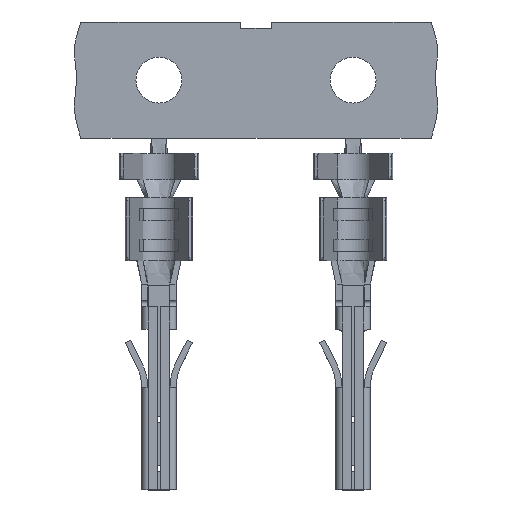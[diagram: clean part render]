
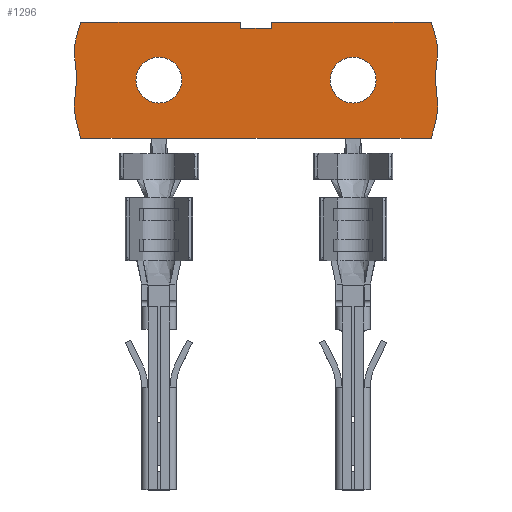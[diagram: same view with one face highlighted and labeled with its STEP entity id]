
A CAD part, top view. The second image highlights one B-rep face of the part: STEP entity #1296.
In plain terms, the highlighted planar face has unit normal (0, 0, 1).
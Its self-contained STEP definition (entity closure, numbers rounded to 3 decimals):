
#1296 = ADVANCED_FACE( '', ( #2625, #2626, #2627 ), #2628, .T. );
#2625 = FACE_OUTER_BOUND( '', #5661, .T. );
#2626 = FACE_BOUND( '', #5662, .T. );
#2627 = FACE_BOUND( '', #5663, .T. );
#2628 = PLANE( '', #5664 );
#5661 = EDGE_LOOP( '', ( #9485, #9486, #9487, #9488, #9489, #9490, #9491, #9492, #9493, #9494, #9495, #9496 ) );
#5662 = EDGE_LOOP( '', ( #9497 ) );
#5663 = EDGE_LOOP( '', ( #9498 ) );
#5664 = AXIS2_PLACEMENT_3D( '', #9499, #9500, #9501 );
#9485 = ORIENTED_EDGE( '', *, *, #10745, .F. );
#9486 = ORIENTED_EDGE( '', *, *, #10307, .T. );
#9487 = ORIENTED_EDGE( '', *, *, #10313, .F. );
#9488 = ORIENTED_EDGE( '', *, *, #10051, .T. );
#9489 = ORIENTED_EDGE( '', *, *, #10933, .T. );
#9490 = ORIENTED_EDGE( '', *, *, #11246, .T. );
#9491 = ORIENTED_EDGE( '', *, *, #9825, .T. );
#9492 = ORIENTED_EDGE( '', *, *, #11200, .T. );
#9493 = ORIENTED_EDGE( '', *, *, #11156, .T. );
#9494 = ORIENTED_EDGE( '', *, *, #10972, .T. );
#9495 = ORIENTED_EDGE( '', *, *, #11254, .F. );
#9496 = ORIENTED_EDGE( '', *, *, #10221, .F. );
#9497 = ORIENTED_EDGE( '', *, *, #10800, .F. );
#9498 = ORIENTED_EDGE( '', *, *, #10723, .F. );
#9499 = CARTESIAN_POINT( '', ( 0., 0., -0.675 ) );
#9500 = DIRECTION( '', ( 0., 0., 1. ) );
#9501 = DIRECTION( '', ( 1., 0., 0. ) );
#9825 = EDGE_CURVE( '', #11528, #11390, #11529, .T. );
#10051 = EDGE_CURVE( '', #11923, #11924, #11925, .T. );
#10221 = EDGE_CURVE( '', #12195, #12197, #12198, .T. );
#10307 = EDGE_CURVE( '', #12343, #12344, #12345, .T. );
#10313 = EDGE_CURVE( '', #11923, #12344, #12353, .T. );
#10723 = EDGE_CURVE( '', #12961, #12961, #12962, .T. );
#10745 = EDGE_CURVE( '', #12343, #12195, #12993, .T. );
#10800 = EDGE_CURVE( '', #13060, #13060, #13061, .T. );
#10933 = EDGE_CURVE( '', #11924, #13232, #13234, .T. );
#10972 = EDGE_CURVE( '', #13283, #13281, #13284, .T. );
#11156 = EDGE_CURVE( '', #13498, #13283, #13499, .T. );
#11200 = EDGE_CURVE( '', #11390, #13498, #13549, .T. );
#11246 = EDGE_CURVE( '', #13232, #11528, #13596, .T. );
#11254 = EDGE_CURVE( '', #12197, #13281, #13604, .T. );
#11390 = VERTEX_POINT( '', #13787 );
#11528 = VERTEX_POINT( '', #14041 );
#11529 = LINE( '', #14042, #14043 );
#11923 = VERTEX_POINT( '', #14630 );
#11924 = VERTEX_POINT( '', #14631 );
#11925 = LINE( '', #14632, #14633 );
#12195 = VERTEX_POINT( '', #15053 );
#12197 = VERTEX_POINT( '', #15056 );
#12198 = LINE( '', #15057, #15058 );
#12343 = VERTEX_POINT( '', #15271 );
#12344 = VERTEX_POINT( '', #15272 );
#12345 = LINE( '', #15273, #15274 );
#12353 = B_SPLINE_CURVE_WITH_KNOTS( '', 3, ( #15291, #15292, #15293, #15294, #15295, #15296, #15297 ), .UNSPECIFIED., .F., .F., ( 4, 1, 1, 1, 4 ), ( 0., 0.28, 0.502, 0.753, 1. ), .UNSPECIFIED. );
#12961 = VERTEX_POINT( '', #16219 );
#12962 = CIRCLE( '', #16220, 0.75 );
#12993 = LINE( '', #16264, #16265 );
#13060 = VERTEX_POINT( '', #16361 );
#13061 = CIRCLE( '', #16362, 0.75 );
#13232 = VERTEX_POINT( '', #16624 );
#13234 = LINE( '', #16629, #16630 );
#13281 = VERTEX_POINT( '', #16702 );
#13283 = VERTEX_POINT( '', #16705 );
#13284 = LINE( '', #16706, #16707 );
#13498 = VERTEX_POINT( '', #17060 );
#13499 = B_SPLINE_CURVE_WITH_KNOTS( '', 3, ( #17061, #17062, #17063, #17064, #17065, #17066, #17067 ), .UNSPECIFIED., .F., .F., ( 4, 1, 1, 1, 4 ), ( 0., 0.28, 0.502, 0.753, 1. ), .UNSPECIFIED. );
#13549 = LINE( '', #17146, #17147 );
#13596 = LINE( '', #17207, #17208 );
#13604 = LINE( '', #17217, #17218 );
#13787 = CARTESIAN_POINT( '', ( 0.25, 8.15, -0.675 ) );
#14041 = CARTESIAN_POINT( '', ( -0.25, 8.15, -0.675 ) );
#14042 = CARTESIAN_POINT( '', ( -0.25, 8.15, -0.675 ) );
#14043 = VECTOR( '', #17377, 1000. );
#14630 = CARTESIAN_POINT( '', ( -8.902, 8.15, -0.675 ) );
#14631 = CARTESIAN_POINT( '', ( -6.6, 8.15, -0.675 ) );
#14632 = CARTESIAN_POINT( '', ( -3.175, 8.15, -0.675 ) );
#14633 = VECTOR( '', #17638, 1000. );
#15053 = CARTESIAN_POINT( '', ( -3.677, 11.75, -0.675 ) );
#15056 = CARTESIAN_POINT( '', ( -2.673, 11.75, -0.675 ) );
#15057 = CARTESIAN_POINT( '', ( -3.677, 11.75, -0.675 ) );
#15058 = VECTOR( '', #17820, 1000. );
#15271 = CARTESIAN_POINT( '', ( -3.677, 11.95, -0.675 ) );
#15272 = CARTESIAN_POINT( '', ( -8.903, 11.95, -0.675 ) );
#15273 = CARTESIAN_POINT( '', ( 3.175, 11.95, -0.675 ) );
#15274 = VECTOR( '', #17920, 1000. );
#15291 = CARTESIAN_POINT( '', ( -8.902, 8.15, -0.675 ) );
#15292 = CARTESIAN_POINT( '', ( -9.011, 8.531, -0.675 ) );
#15293 = CARTESIAN_POINT( '', ( -9.204, 9.122, -0.675 ) );
#15294 = CARTESIAN_POINT( '', ( -8.951, 10.097, -0.675 ) );
#15295 = CARTESIAN_POINT( '', ( -9.209, 11.036, -0.675 ) );
#15296 = CARTESIAN_POINT( '', ( -9.006, 11.618, -0.675 ) );
#15297 = CARTESIAN_POINT( '', ( -8.903, 11.95, -0.675 ) );
#16219 = CARTESIAN_POINT( '', ( 0., 9.3, -0.675 ) );
#16220 = AXIS2_PLACEMENT_3D( '', #18349, #18350, #18351 );
#16264 = CARTESIAN_POINT( '', ( -3.677, 11.95, -0.675 ) );
#16265 = VECTOR( '', #18374, 1000. );
#16361 = CARTESIAN_POINT( '', ( -6.35, 9.3, -0.675 ) );
#16362 = AXIS2_PLACEMENT_3D( '', #18433, #18434, #18435 );
#16624 = CARTESIAN_POINT( '', ( -6.1, 8.15, -0.675 ) );
#16629 = CARTESIAN_POINT( '', ( -6.6, 8.15, -0.675 ) );
#16630 = VECTOR( '', #18567, 1000. );
#16702 = CARTESIAN_POINT( '', ( -2.673, 11.95, -0.675 ) );
#16705 = CARTESIAN_POINT( '', ( 2.553, 11.95, -0.675 ) );
#16706 = CARTESIAN_POINT( '', ( 3.175, 11.95, -0.675 ) );
#16707 = VECTOR( '', #18596, 1000. );
#17060 = CARTESIAN_POINT( '', ( 2.552, 8.15, -0.675 ) );
#17061 = CARTESIAN_POINT( '', ( 2.552, 8.15, -0.675 ) );
#17062 = CARTESIAN_POINT( '', ( 2.661, 8.531, -0.675 ) );
#17063 = CARTESIAN_POINT( '', ( 2.854, 9.122, -0.675 ) );
#17064 = CARTESIAN_POINT( '', ( 2.601, 10.097, -0.675 ) );
#17065 = CARTESIAN_POINT( '', ( 2.859, 11.036, -0.675 ) );
#17066 = CARTESIAN_POINT( '', ( 2.656, 11.618, -0.675 ) );
#17067 = CARTESIAN_POINT( '', ( 2.553, 11.95, -0.675 ) );
#17146 = CARTESIAN_POINT( '', ( -3.175, 8.15, -0.675 ) );
#17147 = VECTOR( '', #18753, 1000. );
#17207 = CARTESIAN_POINT( '', ( -3.175, 8.15, -0.675 ) );
#17208 = VECTOR( '', #18776, 1000. );
#17217 = CARTESIAN_POINT( '', ( -2.673, 11.75, -0.675 ) );
#17218 = VECTOR( '', #18778, 1000. );
#17377 = DIRECTION( '', ( 1., 0., 0. ) );
#17638 = DIRECTION( '', ( 1., 0., 0. ) );
#17820 = DIRECTION( '', ( 1., 0., 0. ) );
#17920 = DIRECTION( '', ( -1., 0., 0. ) );
#18349 = CARTESIAN_POINT( '', ( 0., 10.05, -0.675 ) );
#18350 = DIRECTION( '', ( 0., 0., 1. ) );
#18351 = DIRECTION( '', ( 0., -1., 0. ) );
#18374 = DIRECTION( '', ( 0., -1., 0. ) );
#18433 = CARTESIAN_POINT( '', ( -6.35, 10.05, -0.675 ) );
#18434 = DIRECTION( '', ( 0., 0., 1. ) );
#18435 = DIRECTION( '', ( 0., -1., 0. ) );
#18567 = DIRECTION( '', ( 1., 0., 0. ) );
#18596 = DIRECTION( '', ( -1., 0., 0. ) );
#18753 = DIRECTION( '', ( 1., 0., 0. ) );
#18776 = DIRECTION( '', ( 1., 0., 0. ) );
#18778 = DIRECTION( '', ( 0., 1., 0. ) );
